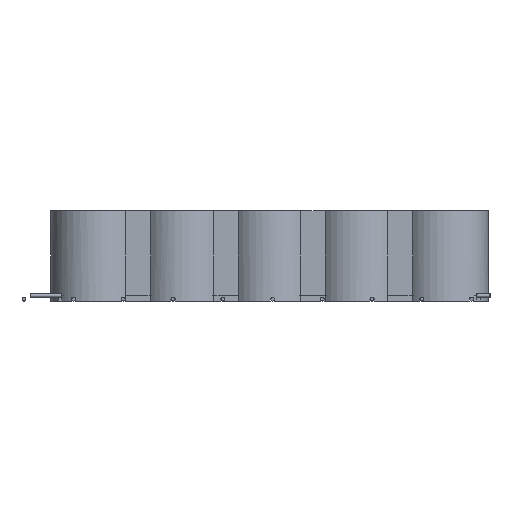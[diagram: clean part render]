
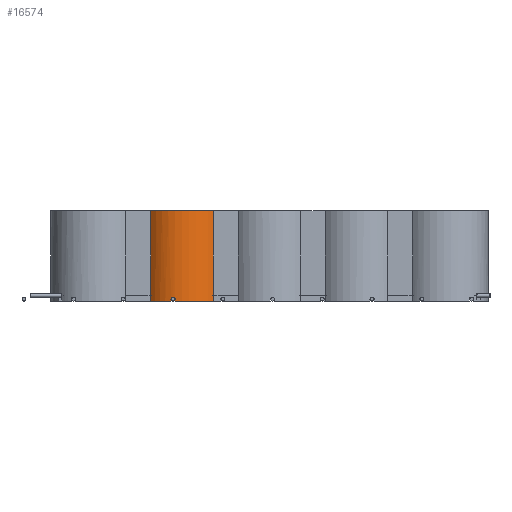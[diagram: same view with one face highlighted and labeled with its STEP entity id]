
A CAD part, left-side view. The second image highlights one B-rep face of the part: STEP entity #16574.
In plain terms, the highlighted cylindrical face has radius 24 mm (diameter 48 mm), a partial arc.
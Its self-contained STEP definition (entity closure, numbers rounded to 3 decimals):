
#284=CYLINDRICAL_SURFACE('',#18003,24.);
#1618=FACE_OUTER_BOUND('',#2455,.T.);
#2455=EDGE_LOOP('',(#15534,#15535,#15536,#15537,#15538,#15539,#15540,#15541,
#15542));
#3278=LINE('',#30161,#4869);
#3309=LINE('',#30257,#4900);
#3457=LINE('',#30647,#5048);
#4104=LINE('',#32595,#5695);
#4869=VECTOR('',#20117,10.);
#4900=VECTOR('',#20188,10.);
#5048=VECTOR('',#20542,10.);
#5695=VECTOR('',#22311,10.);
#5761=CIRCLE('',#16742,24.);
#5763=CIRCLE('',#16744,24.);
#6176=CIRCLE('',#17356,24.);
#6201=CIRCLE('',#17441,24.);
#6605=B_SPLINE_CURVE_WITH_KNOTS('',3,(#30220,#30221,#30222,#30223,#30224,
#30225,#30226,#30227,#30228,#30229,#30230,#30231,#30232,#30233,#30234,#30235,
#30236,#30237),.UNSPECIFIED.,.F.,.F.,(4,2,2,2,2,2,2,2,4),(-0.35,
-0.307,-0.264,-0.219,-0.175,
-0.131,-0.087,-0.043,0.),
 .UNSPECIFIED.);
#6698=VERTEX_POINT('',#22920);
#6699=VERTEX_POINT('',#22922);
#6701=VERTEX_POINT('',#22927);
#7875=VERTEX_POINT('',#30158);
#7876=VERTEX_POINT('',#30160);
#7883=VERTEX_POINT('',#30218);
#7885=VERTEX_POINT('',#30255);
#7899=VERTEX_POINT('',#30347);
#7983=VERTEX_POINT('',#30640);
#8349=EDGE_CURVE('',#6698,#6699,#5761,.T.);
#8352=EDGE_CURVE('',#6699,#6701,#5763,.T.);
#9740=EDGE_CURVE('',#7876,#7875,#3278,.T.);
#9764=EDGE_CURVE('',#7875,#7883,#6605,.T.);
#9774=EDGE_CURVE('',#7883,#7885,#3309,.T.);
#9802=EDGE_CURVE('',#7876,#7899,#6176,.T.);
#9952=EDGE_CURVE('',#7983,#7885,#6201,.T.);
#9955=EDGE_CURVE('',#7983,#6701,#3457,.T.);
#10708=EDGE_CURVE('',#7899,#6698,#4104,.T.);
#15534=ORIENTED_EDGE('',*,*,#9774,.T.);
#15535=ORIENTED_EDGE('',*,*,#9952,.F.);
#15536=ORIENTED_EDGE('',*,*,#9955,.T.);
#15537=ORIENTED_EDGE('',*,*,#8352,.F.);
#15538=ORIENTED_EDGE('',*,*,#8349,.F.);
#15539=ORIENTED_EDGE('',*,*,#10708,.F.);
#15540=ORIENTED_EDGE('',*,*,#9802,.F.);
#15541=ORIENTED_EDGE('',*,*,#9740,.T.);
#15542=ORIENTED_EDGE('',*,*,#9764,.T.);
#16574=ADVANCED_FACE('',(#1618),#284,.T.);
#16742=AXIS2_PLACEMENT_3D('',#22923,#18247,#18248);
#16744=AXIS2_PLACEMENT_3D('',#22928,#18252,#18253);
#17356=AXIS2_PLACEMENT_3D('',#30348,#20241,#20242);
#17441=AXIS2_PLACEMENT_3D('',#30642,#20536,#20537);
#18003=AXIS2_PLACEMENT_3D('',#32594,#22309,#22310);
#18247=DIRECTION('center_axis',(0.,0.,1.));
#18248=DIRECTION('ref_axis',(1.,0.,0.));
#18252=DIRECTION('center_axis',(0.,0.,1.));
#18253=DIRECTION('ref_axis',(1.,0.,0.));
#20117=DIRECTION('',(0.,0.,1.));
#20188=DIRECTION('',(0.,0.,-1.));
#20241=DIRECTION('center_axis',(0.,0.,-1.));
#20242=DIRECTION('ref_axis',(1.,0.,0.));
#20536=DIRECTION('center_axis',(0.,0.,-1.));
#20537=DIRECTION('ref_axis',(1.,0.,0.));
#20542=DIRECTION('',(0.,0.,1.));
#22309=DIRECTION('center_axis',(0.,0.,1.));
#22310=DIRECTION('ref_axis',(-1.,0.,0.));
#22311=DIRECTION('',(0.,0.,1.));
#22920=CARTESIAN_POINT('',(-1.971,174.471,46.));
#22922=CARTESIAN_POINT('',(-9.,157.5,46.));
#22923=CARTESIAN_POINT('Origin',(15.,157.5,46.));
#22927=CARTESIAN_POINT('',(-1.971,140.529,46.));
#22928=CARTESIAN_POINT('Origin',(15.,157.5,46.));
#30158=CARTESIAN_POINT('',(-8.242,163.483,-2.));
#30160=CARTESIAN_POINT('',(-8.242,163.483,-3.));
#30161=CARTESIAN_POINT('',(-8.242,163.483,1.));
#30218=CARTESIAN_POINT('',(-8.716,161.183,-2.));
#30220=CARTESIAN_POINT('Ctrl Pts',(-8.242,163.483,-2.));
#30221=CARTESIAN_POINT('Ctrl Pts',(-8.242,163.483,-1.856));
#30222=CARTESIAN_POINT('Ctrl Pts',(-8.25,163.454,-1.702));
#30223=CARTESIAN_POINT('Ctrl Pts',(-8.279,163.338,-1.42));
#30224=CARTESIAN_POINT('Ctrl Pts',(-8.301,163.251,-1.292));
#30225=CARTESIAN_POINT('Ctrl Pts',(-8.35,163.048,-1.087));
#30226=CARTESIAN_POINT('Ctrl Pts',(-8.381,162.918,-0.998));
#30227=CARTESIAN_POINT('Ctrl Pts',(-8.445,162.633,-0.879));
#30228=CARTESIAN_POINT('Ctrl Pts',(-8.478,162.478,-0.85));
#30229=CARTESIAN_POINT('Ctrl Pts',(-8.538,162.189,-0.85));
#30230=CARTESIAN_POINT('Ctrl Pts',(-8.568,162.035,-0.879));
#30231=CARTESIAN_POINT('Ctrl Pts',(-8.621,161.751,-0.997));
#30232=CARTESIAN_POINT('Ctrl Pts',(-8.644,161.621,-1.086));
#30233=CARTESIAN_POINT('Ctrl Pts',(-8.678,161.417,-1.291));
#30234=CARTESIAN_POINT('Ctrl Pts',(-8.693,161.329,-1.42));
#30235=CARTESIAN_POINT('Ctrl Pts',(-8.711,161.212,-1.702));
#30236=CARTESIAN_POINT('Ctrl Pts',(-8.716,161.183,-1.856));
#30237=CARTESIAN_POINT('Ctrl Pts',(-8.716,161.183,-2.));
#30255=CARTESIAN_POINT('',(-8.716,161.183,-3.));
#30257=CARTESIAN_POINT('',(-8.716,161.183,1.));
#30347=CARTESIAN_POINT('',(-1.971,174.471,-3.));
#30348=CARTESIAN_POINT('Origin',(15.,157.5,-3.));
#30640=CARTESIAN_POINT('',(-1.971,140.529,-3.));
#30642=CARTESIAN_POINT('Origin',(15.,157.5,-3.));
#30647=CARTESIAN_POINT('',(-1.971,140.529,1.));
#32594=CARTESIAN_POINT('Origin',(15.,157.5,1.));
#32595=CARTESIAN_POINT('',(-1.971,174.471,1.));
